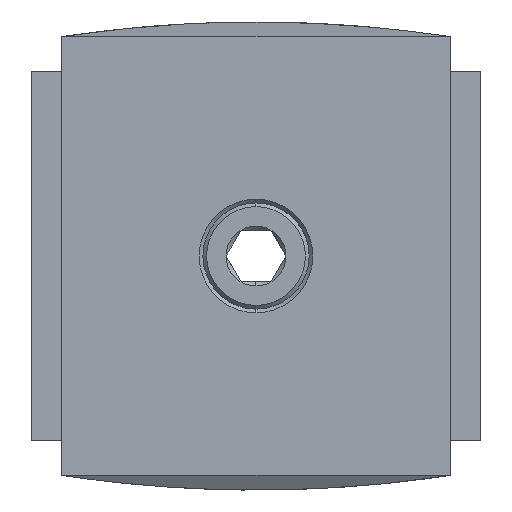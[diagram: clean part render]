
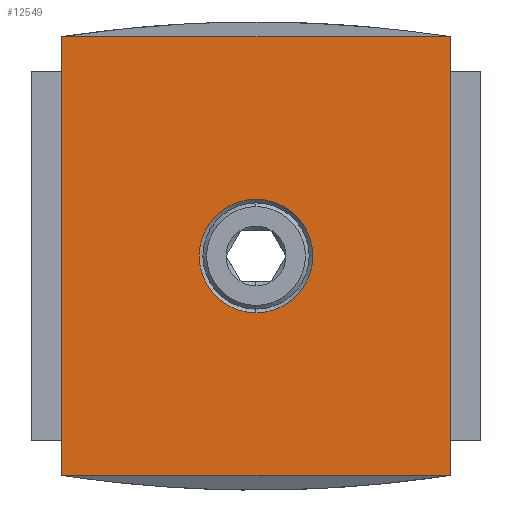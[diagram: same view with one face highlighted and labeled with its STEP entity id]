
A CAD part, front view. The second image highlights one B-rep face of the part: STEP entity #12549.
In plain terms, the highlighted planar face has unit normal (0, -1, 0).
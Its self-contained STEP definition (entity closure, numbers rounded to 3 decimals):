
#388 = AXIS2_PLACEMENT_3D ( 'NONE', #10683, #9826, #11737 ) ;
#409 = EDGE_CURVE ( 'NONE', #6604, #3858, #4604, .T. ) ;
#754 = ORIENTED_EDGE ( 'NONE', *, *, #10559, .F. ) ;
#2001 = CARTESIAN_POINT ( 'NONE',  ( 0., -31., -6.579 ) ) ;
#2028 = DIRECTION ( 'NONE',  ( 0., -1., 0. ) ) ;
#2246 = VERTEX_POINT ( 'NONE', #8860 ) ;
#2266 = VECTOR ( 'NONE', #7915, 1000. ) ;
#2318 = EDGE_LOOP ( 'NONE', ( #10152, #754 ) ) ;
#2644 = CARTESIAN_POINT ( 'NONE',  ( 0., -31., 6.579 ) ) ;
#2784 = VERTEX_POINT ( 'NONE', #11373 ) ;
#2909 = EDGE_CURVE ( 'NONE', #2246, #11406, #3086, .T. ) ;
#3086 = LINE ( 'NONE', #7089, #8106 ) ;
#3858 = VERTEX_POINT ( 'NONE', #2644 ) ;
#3940 = EDGE_LOOP ( 'NONE', ( #9906, #10459, #11556, #6988 ) ) ;
#3951 = CARTESIAN_POINT ( 'NONE',  ( 0., -31., 0. ) ) ;
#4231 = LINE ( 'NONE', #11988, #4687 ) ;
#4604 = CIRCLE ( 'NONE', #10200, 6.579 ) ;
#4687 = VECTOR ( 'NONE', #5898, 1000. ) ;
#5004 = EDGE_CURVE ( 'NONE', #2784, #10469, #8782, .T. ) ;
#5558 = DIRECTION ( 'NONE',  ( 0., 0., 1. ) ) ;
#5643 = PLANE ( 'NONE',  #7636 ) ;
#5820 = DIRECTION ( 'NONE',  ( 0., 0., -1. ) ) ;
#5898 = DIRECTION ( 'NONE',  ( 0., 0., -1. ) ) ;
#6004 = CARTESIAN_POINT ( 'NONE',  ( 22.5, -31., 25.4 ) ) ;
#6604 = VERTEX_POINT ( 'NONE', #2001 ) ;
#6988 = ORIENTED_EDGE ( 'NONE', *, *, #12369, .T. ) ;
#7089 = CARTESIAN_POINT ( 'NONE',  ( 31., -31., -25.4 ) ) ;
#7293 = CARTESIAN_POINT ( 'NONE',  ( 22.5, -31., -25.4 ) ) ;
#7347 = DIRECTION ( 'NONE',  ( 1., 0., 0. ) ) ;
#7584 = CARTESIAN_POINT ( 'NONE',  ( 0., -31., 122.903 ) ) ;
#7636 = AXIS2_PLACEMENT_3D ( 'NONE', #7584, #8644, #5558 ) ;
#7915 = DIRECTION ( 'NONE',  ( 0., 0., 1. ) ) ;
#8038 = DIRECTION ( 'NONE',  ( 1., 0., 0. ) ) ;
#8106 = VECTOR ( 'NONE', #7347, 1000. ) ;
#8271 = CIRCLE ( 'NONE', #388, 6.579 ) ;
#8644 = DIRECTION ( 'NONE',  ( 0., 1., 0. ) ) ;
#8660 = CARTESIAN_POINT ( 'NONE',  ( 22.5, -31., 25.4 ) ) ;
#8782 = LINE ( 'NONE', #9101, #11260 ) ;
#8860 = CARTESIAN_POINT ( 'NONE',  ( -22.5, -31., -25.4 ) ) ;
#9026 = EDGE_CURVE ( 'NONE', #11406, #10469, #12265, .T. ) ;
#9095 = FACE_OUTER_BOUND ( 'NONE', #3940, .T. ) ;
#9101 = CARTESIAN_POINT ( 'NONE',  ( 0., -31., 25.4 ) ) ;
#9826 = DIRECTION ( 'NONE',  ( 0., -1., 0. ) ) ;
#9906 = ORIENTED_EDGE ( 'NONE', *, *, #2909, .T. ) ;
#10152 = ORIENTED_EDGE ( 'NONE', *, *, #409, .F. ) ;
#10200 = AXIS2_PLACEMENT_3D ( 'NONE', #3951, #2028, #5820 ) ;
#10459 = ORIENTED_EDGE ( 'NONE', *, *, #9026, .T. ) ;
#10469 = VERTEX_POINT ( 'NONE', #8660 ) ;
#10559 = EDGE_CURVE ( 'NONE', #3858, #6604, #8271, .T. ) ;
#10683 = CARTESIAN_POINT ( 'NONE',  ( 0., -31., 0. ) ) ;
#11260 = VECTOR ( 'NONE', #8038, 1000. ) ;
#11373 = CARTESIAN_POINT ( 'NONE',  ( -22.5, -31., 25.4 ) ) ;
#11406 = VERTEX_POINT ( 'NONE', #7293 ) ;
#11556 = ORIENTED_EDGE ( 'NONE', *, *, #5004, .F. ) ;
#11737 = DIRECTION ( 'NONE',  ( 0., 0., -1. ) ) ;
#11988 = CARTESIAN_POINT ( 'NONE',  ( -22.5, -31., -25.4 ) ) ;
#12265 = LINE ( 'NONE', #6004, #2266 ) ;
#12369 = EDGE_CURVE ( 'NONE', #2784, #2246, #4231, .T. ) ;
#12549 = ADVANCED_FACE ( 'NONE', ( #9095, #12985 ), #5643, .F. ) ;
#12985 = FACE_BOUND ( 'NONE', #2318, .T. ) ;
